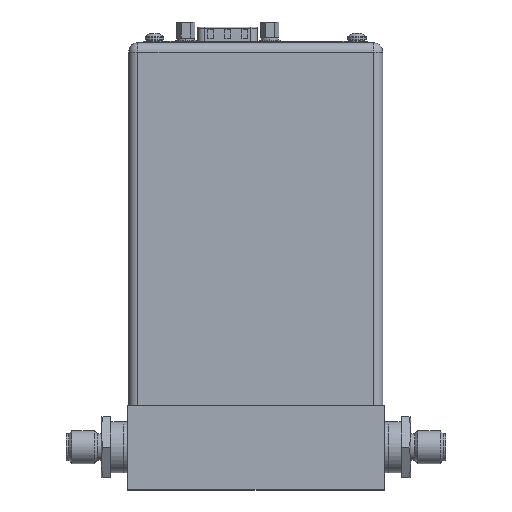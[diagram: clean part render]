
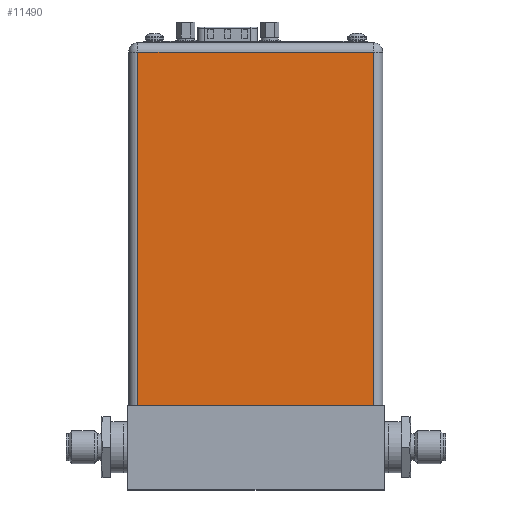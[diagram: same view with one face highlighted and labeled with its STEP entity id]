
A CAD part, top view. The second image highlights one B-rep face of the part: STEP entity #11490.
In plain terms, the highlighted planar face has unit normal (0, 0, 1).
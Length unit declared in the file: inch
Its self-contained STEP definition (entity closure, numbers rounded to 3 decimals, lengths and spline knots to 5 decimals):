
#9064=DIRECTION('',(1.,0.,0.));
#9065=VECTOR('',#9064,2.755);
#9066=CARTESIAN_POINT('',(-1.3775,0.,1.425));
#9067=LINE('',#9066,#9065);
#10071=DIRECTION('',(0.,-1.,0.));
#10072=VECTOR('',#10071,4.14);
#10073=CARTESIAN_POINT('',(1.3775,4.14,1.425));
#10074=LINE('',#10073,#10072);
#10078=DIRECTION('',(0.,-1.,0.));
#10079=VECTOR('',#10078,4.14);
#10080=CARTESIAN_POINT('',(-1.3775,4.14,1.425));
#10081=LINE('',#10080,#10079);
#10085=DIRECTION('',(1.,0.,0.));
#10086=VECTOR('',#10085,2.755);
#10087=CARTESIAN_POINT('',(-1.3775,4.14,1.425));
#10088=LINE('',#10087,#10086);
#10621=CARTESIAN_POINT('',(1.3775,0.,1.425));
#10623=VERTEX_POINT('',#10621);
#10624=CARTESIAN_POINT('',(1.3775,4.14,1.425));
#10625=VERTEX_POINT('',#10624);
#10636=CARTESIAN_POINT('',(-1.3775,0.,1.425));
#10638=VERTEX_POINT('',#10636);
#10640=CARTESIAN_POINT('',(-1.3775,4.14,1.425));
#10641=VERTEX_POINT('',#10640);
#11478=CARTESIAN_POINT('',(-1.4875,0.,1.425));
#11479=DIRECTION('',(0.,0.,1.));
#11480=DIRECTION('',(1.,0.,0.));
#11481=AXIS2_PLACEMENT_3D('',#11478,#11479,#11480);
#11482=PLANE('',#11481);
#11484=ORIENTED_EDGE('',*,*,#11483,.T.);
#11485=ORIENTED_EDGE('',*,*,#10667,.F.);
#11486=ORIENTED_EDGE('',*,*,#11447,.F.);
#11487=ORIENTED_EDGE('',*,*,#11469,.T.);
#11488=EDGE_LOOP('',(#11484,#11485,#11486,#11487));
#11489=FACE_OUTER_BOUND('',#11488,.F.);
#11490=ADVANCED_FACE('',(#11489),#11482,.T.);
#10667=EDGE_CURVE('',#10638,#10623,#9067,.T.);
#11447=EDGE_CURVE('',#10641,#10638,#10081,.T.);
#11469=EDGE_CURVE('',#10641,#10625,#10088,.T.);
#11483=EDGE_CURVE('',#10625,#10623,#10074,.T.);
